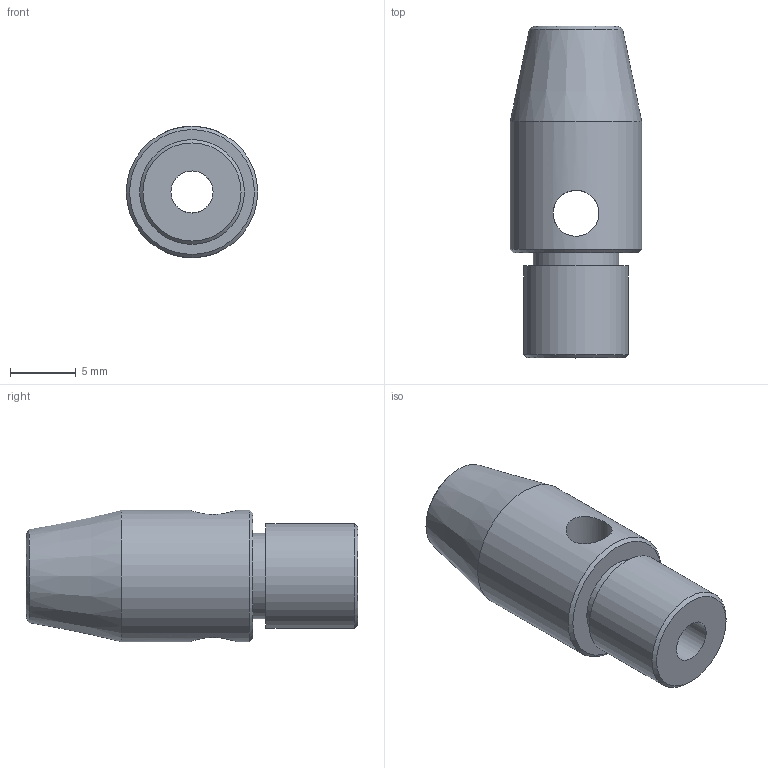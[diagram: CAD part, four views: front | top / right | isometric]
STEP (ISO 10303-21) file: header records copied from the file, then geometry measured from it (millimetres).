
FILE_DESCRIPTION(('FreeCAD Model'),'2;1');
FILE_NAME('PP-MP0296_pulley_standoff_long.step','2019-10-09T12:35:06' ,('Author'),(''),'Open CASCADE STEP processor 7.3','FreeCAD','Unknown' );
FILE_SCHEMA(('AUTOMOTIVE_DESIGN { 1 0 10303 214 1 1 1 1 }'));
Length unit declared in the file: millimetre
Products named in the file (1): Chamfer
Bounding box: 10 x 25.25 x 10 mm (x, y, z)
Volume: 1307.7 mm3; surface area: 1125.7 mm2
Topology: 1 solids, 1 shells, 15 faces, 28 edges, 17 vertices
Faces by surface type: cylinder 6, cone 5, plane 4
Full cylindrical faces by diameter (mm): 3.2 x2, 3.5 x1, 6.5 x1, 7.97 x1, 10 x1
Entity records: 1856 total; most frequent: CARTESIAN_POINT 1247, DIRECTION 107, ORIENTED_EDGE 56, PCURVE 56, DEFINITIONAL_REPRESENTATION 56, LINE 43, VECTOR 43, AXIS2_PLACEMENT_3D 29
